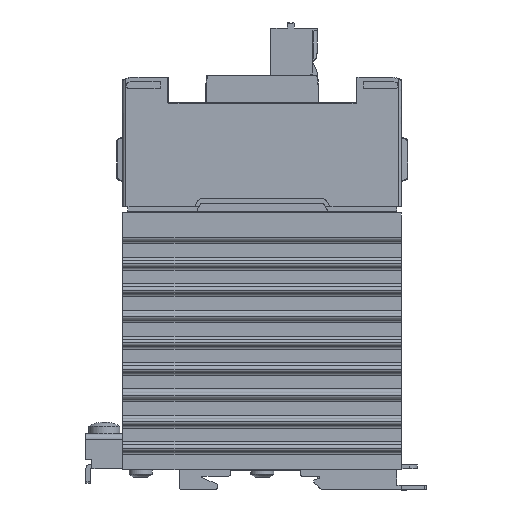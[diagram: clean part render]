
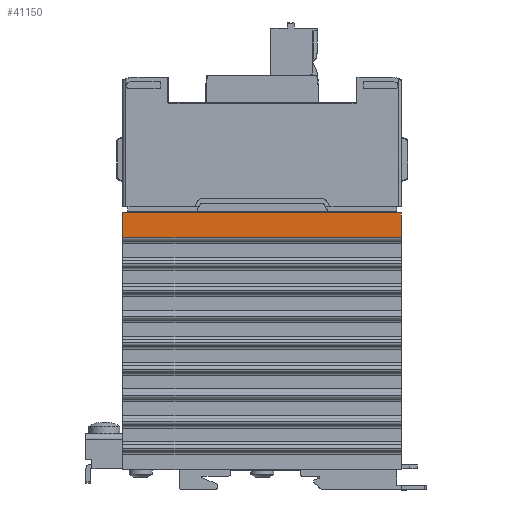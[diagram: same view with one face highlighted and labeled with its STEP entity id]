
A CAD part, left-side view. The second image highlights one B-rep face of the part: STEP entity #41150.
In plain terms, the highlighted planar face has unit normal (-1, 0, 0).
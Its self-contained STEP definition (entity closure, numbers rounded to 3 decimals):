
#39964=CARTESIAN_POINT('',(-17.7,45.,77.));
#39965=VERTEX_POINT('',#39964);
#39973=CARTESIAN_POINT('',(-17.7,45.,85.));
#39974=VERTEX_POINT('',#39973);
#39975=CARTESIAN_POINT('',(-17.7,45.,85.));
#39976=DIRECTION('',(0.0,0.0,-1.0));
#39977=VECTOR('',#39976,8.0);
#39978=LINE('',#39975,#39977);
#39979=EDGE_CURVE('',#39974,#39965,#39978,.T.);
#41120=CARTESIAN_POINT('',(-17.7,-45.,85.));
#41121=DIRECTION('',(-1.0,0.0,0.0));
#41122=DIRECTION('',(0.0,0.0,-1.0));
#41123=AXIS2_PLACEMENT_3D('',#41120,#41121,#41122);
#41124=PLANE('',#41123);
#41125=ORIENTED_EDGE('',*,*,#39979,.T.);
#41126=CARTESIAN_POINT('',(-17.7,-45.,77.));
#41127=VERTEX_POINT('',#41126);
#41128=CARTESIAN_POINT('',(-17.7,-45.,77.));
#41129=DIRECTION('',(0.0,1.0,0.0));
#41130=VECTOR('',#41129,90.);
#41131=LINE('',#41128,#41130);
#41132=EDGE_CURVE('',#41127,#39965,#41131,.T.);
#41133=ORIENTED_EDGE('',*,*,#41132,.F.);
#41134=CARTESIAN_POINT('',(-17.7,-45.,85.));
#41135=VERTEX_POINT('',#41134);
#41136=CARTESIAN_POINT('',(-17.7,-45.,85.));
#41137=DIRECTION('',(0.0,0.0,-1.0));
#41138=VECTOR('',#41137,8.0);
#41139=LINE('',#41136,#41138);
#41140=EDGE_CURVE('',#41135,#41127,#41139,.T.);
#41141=ORIENTED_EDGE('',*,*,#41140,.F.);
#41142=CARTESIAN_POINT('',(-17.7,-45.,85.));
#41143=DIRECTION('',(0.0,1.0,0.0));
#41144=VECTOR('',#41143,90.);
#41145=LINE('',#41142,#41144);
#41146=EDGE_CURVE('',#41135,#39974,#41145,.T.);
#41147=ORIENTED_EDGE('',*,*,#41146,.T.);
#41148=EDGE_LOOP('',(#41125,#41133,#41141,#41147));
#41149=FACE_OUTER_BOUND('',#41148,.T.);
#41150=ADVANCED_FACE('',(#41149),#41124,.T.);
